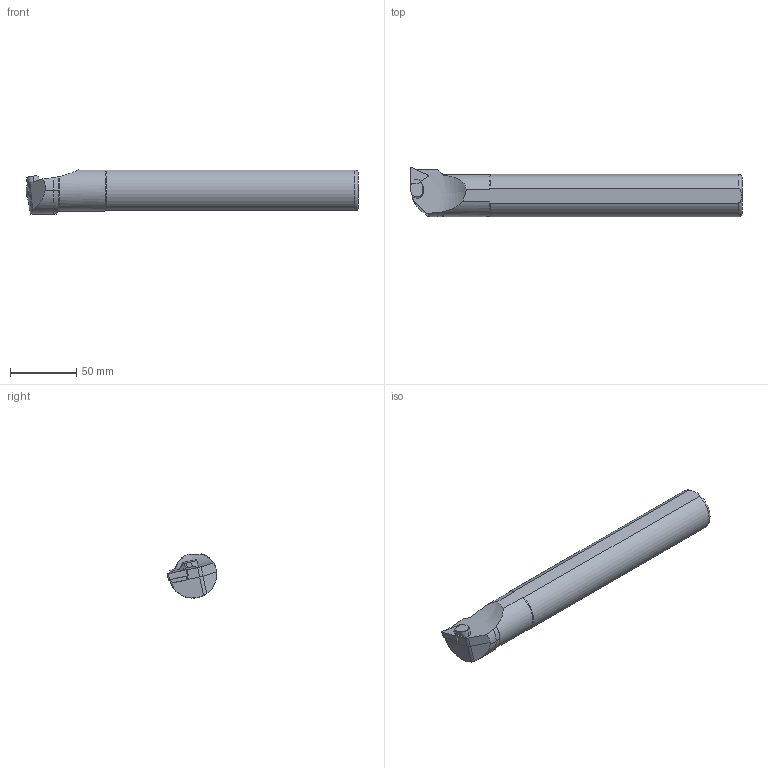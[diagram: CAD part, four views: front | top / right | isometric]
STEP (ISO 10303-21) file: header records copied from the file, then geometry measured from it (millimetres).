
FILE_DESCRIPTION(/* description */ (''),/* implementation_level */ '2;1');
FILE_NAME(/* name */ 'A32S-PTUNL-16C.stp',/* time_stamp */ '2023-10-20T12:00:03+03:00',/* author */ (''),/* organization */ (''),/* preprocessor_version */ 'ST-DEVELOPER v19.4',/* originating_system */ 'SIEMENS PLM Software NX2306.3001',/* authorisation */ '');
FILE_SCHEMA (('AUTOMOTIVE_DESIGN { 1 0 10303 214 3 1 1 1 }'));
Length unit declared in the file: millimetre
Products named in the file (1): A32S-PTUNR-16C
Bounding box: 249.93 x 37.49 x 33.16 mm (x, y, z)
Volume: 190021.4 mm3; surface area: 26785.7 mm2
Topology: 2 solids, 2 shells, 62 faces, 161 edges, 104 vertices
Faces by surface type: plane 35, cylinder 22, cone 3, bspline 1, torus 1
Entity records: 2265 total; most frequent: CARTESIAN_POINT 691, ORIENTED_EDGE 318, DIRECTION 298, EDGE_CURVE 159, AXIS2_PLACEMENT_3D 107, VERTEX_POINT 103, LINE 84, VECTOR 84
